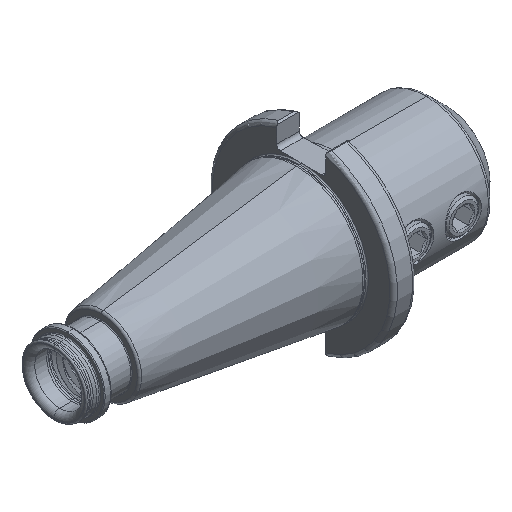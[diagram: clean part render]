
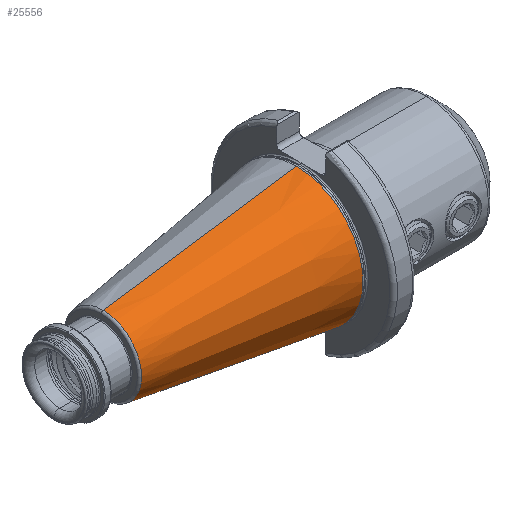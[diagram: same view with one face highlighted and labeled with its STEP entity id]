
A CAD part, isometric view. The second image highlights one B-rep face of the part: STEP entity #25556.
In plain terms, the highlighted conical face has half-angle 8.297 degrees and reference radius 35.027 mm.
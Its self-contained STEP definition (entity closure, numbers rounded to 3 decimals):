
#1541 = EDGE_LOOP ( 'NONE', ( #23314, #23302, #23303, #23296 ) ) ;
#4709 = CIRCLE ( 'NONE', #25732, 20.207 ) ;
#4711 = CIRCLE ( 'NONE', #25745, 35.027 ) ;
#4989 = LINE ( 'NONE', #12157, #5026 ) ;
#5025 = VECTOR ( 'NONE', #12189, 1000. ) ;
#5026 = VECTOR ( 'NONE', #12067, 1000. ) ;
#5028 = LINE ( 'NONE', #12162, #5025 ) ;
#9303 = FACE_OUTER_BOUND ( 'NONE', #1541, .T. ) ;
#9318 = CONICAL_SURFACE ( 'NONE', #25935, 35.027, 0.145 ) ;
#12067 = DIRECTION ( 'NONE',  ( 0.99, 0., 0.144 ) ) ;
#12157 = CARTESIAN_POINT ( 'NONE',  ( -8.5, 0., 35.027 ) ) ;
#12162 = CARTESIAN_POINT ( 'NONE',  ( -8.5, 0., -35.027 ) ) ;
#12189 = DIRECTION ( 'NONE',  ( 0.99, 0., -0.144 ) ) ;
#14266 = EDGE_CURVE ( 'NONE', #21162, #21186, #4989, .T. ) ;
#14279 = EDGE_CURVE ( 'NONE', #21189, #21151, #5028, .T. ) ;
#14536 = EDGE_CURVE ( 'NONE', #21189, #21162, #4709, .T. ) ;
#14561 = EDGE_CURVE ( 'NONE', #21151, #21186, #4711, .T. ) ;
#16008 = CARTESIAN_POINT ( 'NONE',  ( -8.5, 0., -35.027 ) ) ;
#16080 = CARTESIAN_POINT ( 'NONE',  ( -110.123, 0., 20.207 ) ) ;
#16105 = CARTESIAN_POINT ( 'NONE',  ( -110.123, 0., -20.207 ) ) ;
#16112 = CARTESIAN_POINT ( 'NONE',  ( -8.5, 0., 35.027 ) ) ;
#17295 = CARTESIAN_POINT ( 'NONE',  ( -110.123, 0., 0. ) ) ;
#17297 = DIRECTION ( 'NONE',  ( -1., 0., 0. ) ) ;
#17299 = DIRECTION ( 'NONE',  ( 0., 0., 1. ) ) ;
#17591 = DIRECTION ( 'NONE',  ( 0., 0., 1. ) ) ;
#17628 = DIRECTION ( 'NONE',  ( -1., 0., 0. ) ) ;
#17637 = CARTESIAN_POINT ( 'NONE',  ( -8.5, 0., 0. ) ) ;
#21151 = VERTEX_POINT ( 'NONE', #16008 ) ;
#21162 = VERTEX_POINT ( 'NONE', #16080 ) ;
#21186 = VERTEX_POINT ( 'NONE', #16112 ) ;
#21189 = VERTEX_POINT ( 'NONE', #16105 ) ;
#22801 = DIRECTION ( 'NONE',  ( 0., 0., -1. ) ) ;
#22825 = CARTESIAN_POINT ( 'NONE',  ( -8.5, 0., 0. ) ) ;
#22836 = DIRECTION ( 'NONE',  ( 1., 0., 0. ) ) ;
#23296 = ORIENTED_EDGE ( 'NONE', *, *, #14561, .T. ) ;
#23302 = ORIENTED_EDGE ( 'NONE', *, *, #14536, .F. ) ;
#23303 = ORIENTED_EDGE ( 'NONE', *, *, #14279, .T. ) ;
#23314 = ORIENTED_EDGE ( 'NONE', *, *, #14266, .F. ) ;
#25556 = ADVANCED_FACE ( 'NONE', ( #9303 ), #9318, .T. ) ;
#25732 = AXIS2_PLACEMENT_3D ( 'NONE', #17295, #17297, #17299 ) ;
#25745 = AXIS2_PLACEMENT_3D ( 'NONE', #17637, #17628, #17591 ) ;
#25935 = AXIS2_PLACEMENT_3D ( 'NONE', #22825, #22836, #22801 ) ;
